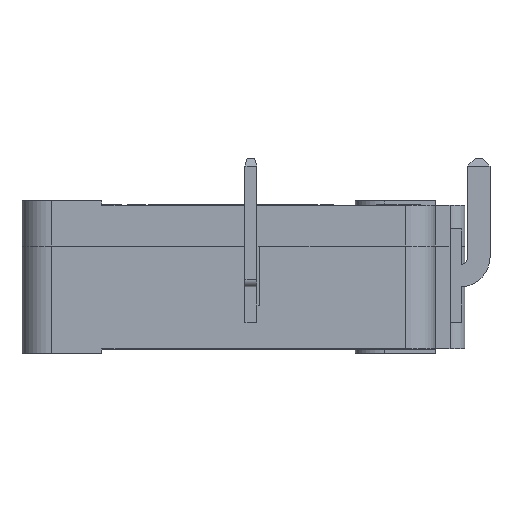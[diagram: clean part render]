
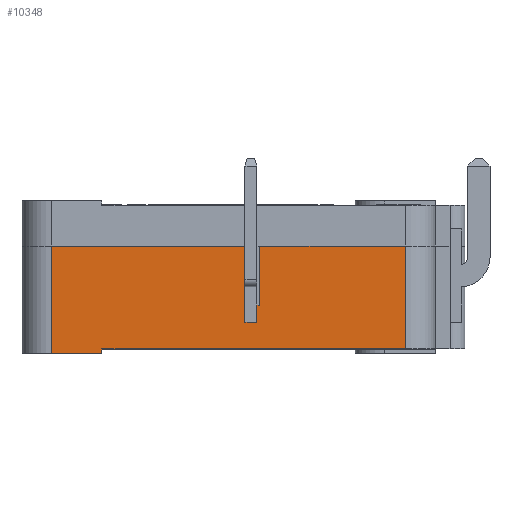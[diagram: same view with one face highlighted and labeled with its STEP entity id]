
A CAD part, front view. The second image highlights one B-rep face of the part: STEP entity #10348.
In plain terms, the highlighted planar face has unit normal (0, -1, 0).
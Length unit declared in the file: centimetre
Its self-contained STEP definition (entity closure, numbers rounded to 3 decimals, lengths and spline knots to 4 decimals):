
#1058=FACE_OUTER_BOUND('',#1652,.T.);
#1652=EDGE_LOOP('',(#9384,#9385,#9386,#9387,#9388,#9389,#9390,#9391,#9392,
#9393,#9394,#9395));
#1902=LINE('',#13348,#3038);
#1936=LINE('',#13419,#3072);
#1940=LINE('',#13428,#3076);
#1943=LINE('',#13434,#3079);
#1949=LINE('',#13445,#3085);
#2523=LINE('',#16860,#3659);
#2527=LINE('',#16867,#3663);
#2837=LINE('',#18703,#3973);
#2846=LINE('',#18726,#3982);
#2849=LINE('',#18735,#3985);
#2864=LINE('',#18771,#4000);
#2865=LINE('',#18773,#4001);
#3038=VECTOR('',#11188,1.);
#3072=VECTOR('',#11250,1.);
#3076=VECTOR('',#11260,1.);
#3079=VECTOR('',#11265,1.);
#3085=VECTOR('',#11271,1.);
#3659=VECTOR('',#12159,1.);
#3663=VECTOR('',#12165,1.);
#3973=VECTOR('',#12861,1.);
#3982=VECTOR('',#12882,1.);
#3985=VECTOR('',#12893,1.);
#4000=VECTOR('',#12938,1.);
#4001=VECTOR('',#12941,1.);
#4140=VERTEX_POINT('',#13345);
#4141=VERTEX_POINT('',#13347);
#4164=VERTEX_POINT('',#13417);
#4166=VERTEX_POINT('',#13427);
#4167=VERTEX_POINT('',#13431);
#4168=VERTEX_POINT('',#13433);
#4173=VERTEX_POINT('',#13443);
#4772=VERTEX_POINT('',#16859);
#4961=VERTEX_POINT('',#18699);
#4963=VERTEX_POINT('',#18702);
#4971=VERTEX_POINT('',#18724);
#4973=VERTEX_POINT('',#18734);
#5172=EDGE_CURVE('',#4141,#4140,#1902,.T.);
#5208=EDGE_CURVE('',#4140,#4164,#1936,.T.);
#5212=EDGE_CURVE('',#4164,#4166,#1940,.T.);
#5215=EDGE_CURVE('',#4168,#4167,#1943,.T.);
#5221=EDGE_CURVE('',#4166,#4173,#1949,.T.);
#6015=EDGE_CURVE('',#4772,#4141,#2523,.T.);
#6019=EDGE_CURVE('',#4167,#4772,#2527,.T.);
#6425=EDGE_CURVE('',#4963,#4961,#2837,.T.);
#6437=EDGE_CURVE('',#4961,#4971,#2846,.T.);
#6441=EDGE_CURVE('',#4963,#4973,#2849,.T.);
#6459=EDGE_CURVE('',#4971,#4168,#2864,.T.);
#6460=EDGE_CURVE('',#4973,#4173,#2865,.T.);
#9384=ORIENTED_EDGE('',*,*,#5212,.T.);
#9385=ORIENTED_EDGE('',*,*,#5221,.T.);
#9386=ORIENTED_EDGE('',*,*,#6460,.F.);
#9387=ORIENTED_EDGE('',*,*,#6441,.F.);
#9388=ORIENTED_EDGE('',*,*,#6425,.T.);
#9389=ORIENTED_EDGE('',*,*,#6437,.T.);
#9390=ORIENTED_EDGE('',*,*,#6459,.T.);
#9391=ORIENTED_EDGE('',*,*,#5215,.T.);
#9392=ORIENTED_EDGE('',*,*,#6019,.T.);
#9393=ORIENTED_EDGE('',*,*,#6015,.T.);
#9394=ORIENTED_EDGE('',*,*,#5172,.T.);
#9395=ORIENTED_EDGE('',*,*,#5208,.T.);
#9800=PLANE('',#10845);
#10348=ADVANCED_FACE('',(#1058),#9800,.T.);
#10845=AXIS2_PLACEMENT_3D('',#18772,#12939,#12940);
#11188=DIRECTION('',(0.,0.,-1.));
#11250=DIRECTION('',(-1.,0.,0.));
#11260=DIRECTION('',(0.,0.,1.));
#11265=DIRECTION('',(-1.,0.,0.));
#11271=DIRECTION('',(-1.,0.,0.));
#12159=DIRECTION('',(-1.,0.,0.));
#12165=DIRECTION('',(0.,0.,-1.));
#12861=DIRECTION('',(0.,0.,1.));
#12882=DIRECTION('',(1.,0.,0.));
#12893=DIRECTION('',(-1.,0.,0.));
#12938=DIRECTION('',(0.,0.,1.));
#12939=DIRECTION('center_axis',(0.,-1.,0.));
#12940=DIRECTION('ref_axis',(0.,0.,-1.));
#12941=DIRECTION('',(0.,0.,1.));
#13345=CARTESIAN_POINT('',(-1.305,-0.7475,0.21));
#13347=CARTESIAN_POINT('',(-1.305,-0.7475,0.325));
#13348=CARTESIAN_POINT('',(-1.305,-0.7475,0.3625));
#13417=CARTESIAN_POINT('',(-1.385,-0.7475,0.21));
#13419=CARTESIAN_POINT('',(-0.8025,-0.7475,0.21));
#13427=CARTESIAN_POINT('',(-1.385,-0.7475,0.725));
#13428=CARTESIAN_POINT('',(-1.385,-0.7475,0.1625));
#13431=CARTESIAN_POINT('',(-1.285,-0.7475,0.725));
#13433=CARTESIAN_POINT('',(-0.3,-0.7475,0.725));
#13434=CARTESIAN_POINT('',(-1.5951,-0.7475,0.725));
#13443=CARTESIAN_POINT('',(-2.69,-0.7475,0.725));
#13445=CARTESIAN_POINT('',(-1.5951,-0.7475,0.725));
#16859=CARTESIAN_POINT('',(-1.285,-0.7475,0.325));
#16860=CARTESIAN_POINT('',(-0.8425,-0.7475,0.325));
#16867=CARTESIAN_POINT('',(-1.285,-0.7475,0.1625));
#18699=CARTESIAN_POINT('',(-2.35,-0.7475,0.03));
#18702=CARTESIAN_POINT('',(-2.35,-0.7475,0.));
#18703=CARTESIAN_POINT('',(-2.35,-0.7475,0.));
#18724=CARTESIAN_POINT('',(-0.3,-0.7475,0.03));
#18726=CARTESIAN_POINT('',(-0.8445,-0.7475,0.03));
#18734=CARTESIAN_POINT('',(-2.69,-0.7475,0.));
#18735=CARTESIAN_POINT('',(-0.3,-0.7475,0.));
#18771=CARTESIAN_POINT('',(-0.3,-0.7475,0.));
#18772=CARTESIAN_POINT('Origin',(-0.3,-0.7475,0.));
#18773=CARTESIAN_POINT('',(-2.69,-0.7475,0.));
